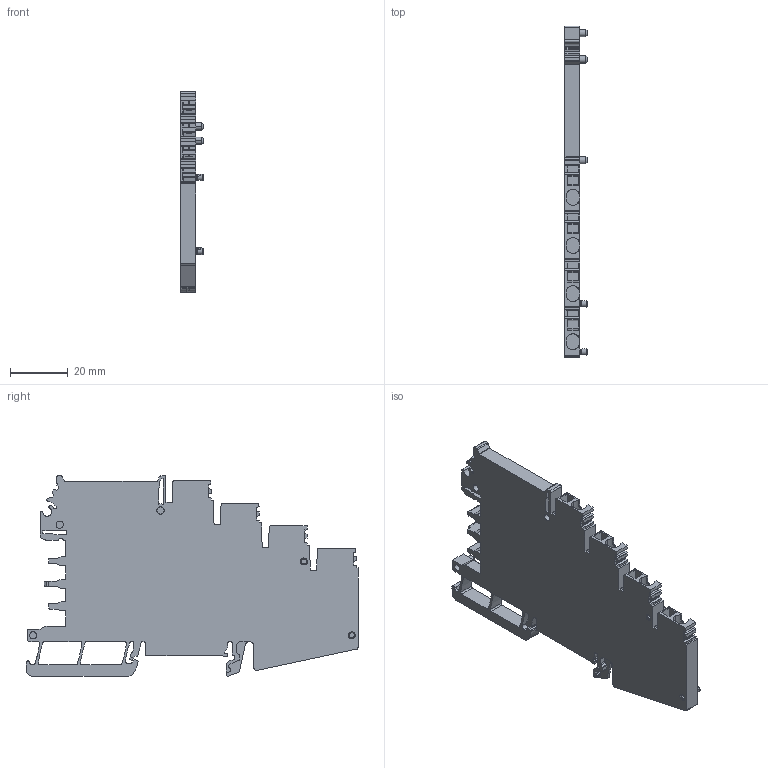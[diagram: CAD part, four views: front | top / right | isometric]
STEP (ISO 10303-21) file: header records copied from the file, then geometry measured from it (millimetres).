
FILE_DESCRIPTION(('CATIA V5 STEP Exchange','CAx-IF Rec.Pracs.--- Model Styling and Organization---1.5--- 2016-08-15','CAx-IF Rec.Pracs.---Supplemental Geometry---1.0---2011-11-01','CAx-IF Rec.Pracs.--- Composite Materials ---1.1---2010-07-15'),'2;1');
FILE_NAME ('026125-2_1', '2024-05-30T09:27:48+00:00', ('none'), ('Weidmueller'), 'CATIA Version 5-6 Release 2022 SP4 HF5', 'CATIA V5 STEP AP214 v3', 'none');
FILE_SCHEMA(('AUTOMOTIVE_DESIGN { 1 0 10303 214 1 1 1 1 }'));
Length unit declared in the file: millimetre
Products named in the file (1): 41627_ZRV_2.5_AllCATPart
Bounding box: 7.7 x 114.89 x 69.3 mm (x, y, z)
Volume: 27229 mm3; surface area: 16360.6 mm2
Topology: 1 solids, 1 shells, 682 faces, 1986 edges, 1324 vertices
Faces by surface type: plane 406, cylinder 224, cone 22, extrusion 22, torus 8
Entity records: 21796 total; most frequent: CARTESIAN_POINT 4288, ORIENTED_EDGE 3972, DIRECTION 3031, EDGE_CURVE 1986, VECTOR 1462, LINE 1440, VERTEX_POINT 1324, AXIS2_PLACEMENT_3D 1006
